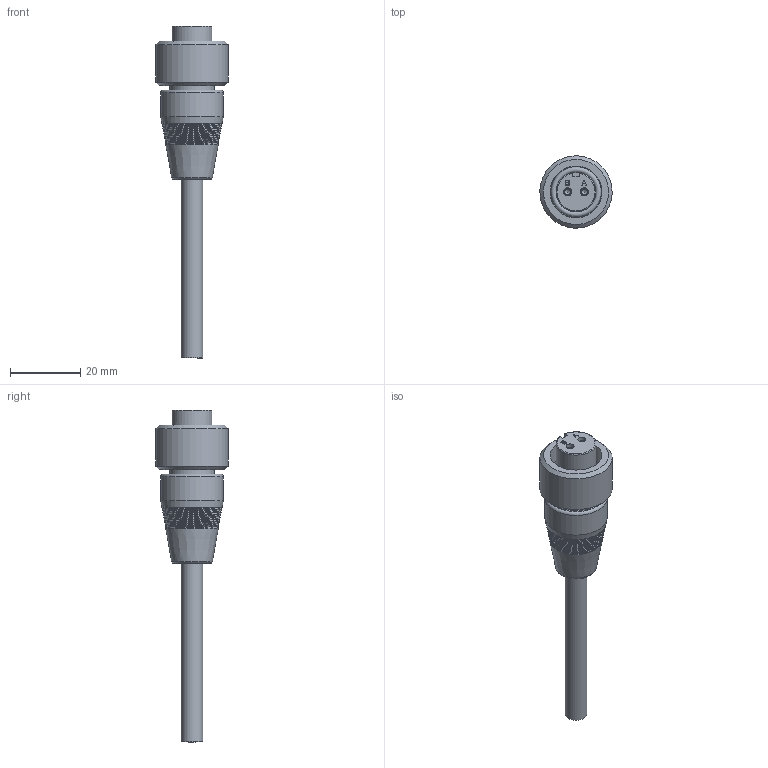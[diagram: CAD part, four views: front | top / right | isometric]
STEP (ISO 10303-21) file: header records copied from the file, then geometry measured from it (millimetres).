
FILE_DESCRIPTION(/* description */ (''),/* implementation_level */ '2;1');
FILE_NAME(/* name */ 'A2A.stp',/* time_stamp */ '2017-04-28T16:31:18-04:00',/* author */ ('aneininger'),/* organization */ (''),/* preprocessor_version */ 'ST-DEVELOPER v16.5',/* originating_system */ 'Autodesk Inventor 2017',/* authorisation */ '');
FILE_SCHEMA (('AUTOMOTIVE_DESIGN { 1 0 10303 214 3 1 1 }'));
Length unit declared in the file: inch
Products named in the file (1): A2A
Bounding box: 20.53 x 20.53 x 94.44 mm (x, y, z)
Volume: 10348.9 mm3; surface area: 5353 mm2
Topology: 1 solids, 1 shells, 109 faces, 258 edges, 167 vertices
Faces by surface type: plane 43, cone 32, cylinder 14, bspline 12, torus 8
Full cylindrical faces by diameter (mm): 1.727 x2, 2.286 x2, 6.223 x1, 12.649 x1, 12.827 x1, 14.605 x1, 14.732 x1, 15.875 x1, 17.78 x1, 20.574 x1
Entity records: 2911 total; most frequent: CARTESIAN_POINT 637, DIRECTION 426, ORIENTED_EDGE 362, EDGE_CURVE 181, EDGE_LOOP 179, AXIS2_PLACEMENT_3D 171, VERTEX_POINT 142, FACE_OUTER_BOUND 109
